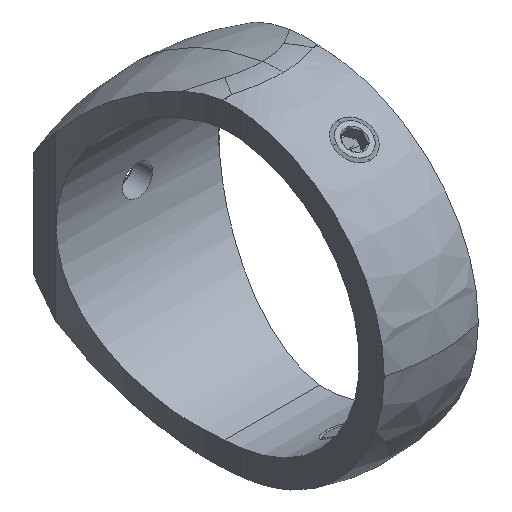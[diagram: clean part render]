
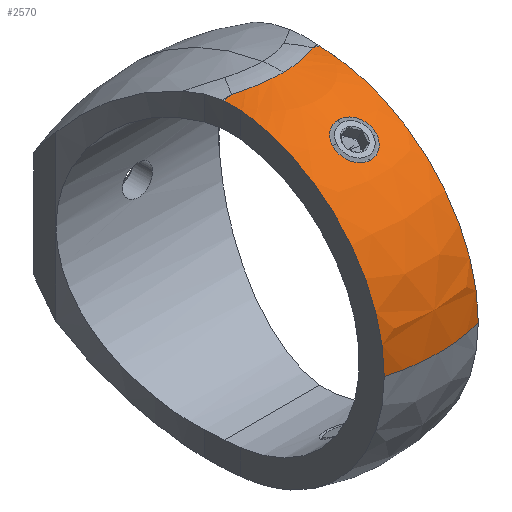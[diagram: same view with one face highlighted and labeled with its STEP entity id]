
A CAD part, isometric view. The second image highlights one B-rep face of the part: STEP entity #2570.
In plain terms, the highlighted spherical face has radius 26.5 mm.
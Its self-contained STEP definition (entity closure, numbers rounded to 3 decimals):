
#23 = DIRECTION ( 'NONE',  ( 0., 0., -1. ) ) ;
#27 = DIRECTION ( 'NONE',  ( 0., 0.5, -0.866 ) ) ;
#38 = VERTEX_POINT ( 'NONE', #2189 ) ;
#75 = CARTESIAN_POINT ( 'NONE',  ( -6.435, 0., 25.707 ) ) ;
#96 = ORIENTED_EDGE ( 'NONE', *, *, #1533, .T. ) ;
#128 = DIRECTION ( 'NONE',  ( 0., -1., 0. ) ) ;
#141 = EDGE_CURVE ( 'NONE', #696, #331, #1371, .T. ) ;
#163 = CARTESIAN_POINT ( 'NONE',  ( -7.5, -2.463, 25.297 ) ) ;
#173 = SPHERICAL_SURFACE ( 'NONE', #2155, 26.5 ) ;
#186 = DIRECTION ( 'NONE',  ( 0., 0.927, -0.376 ) ) ;
#203 = DIRECTION ( 'NONE',  ( 0., 0.5, -0.866 ) ) ;
#204 = CARTESIAN_POINT ( 'NONE',  ( 7.5, -25.417, 0. ) ) ;
#253 = CARTESIAN_POINT ( 'NONE',  ( -7.5, -25.417, 0. ) ) ;
#260 = CARTESIAN_POINT ( 'NONE',  ( 0., 0., 0. ) ) ;
#280 = EDGE_CURVE ( 'NONE', #571, #1492, #1842, .T. ) ;
#312 = CARTESIAN_POINT ( 'NONE',  ( 0., -26.5, 0. ) ) ;
#314 = ORIENTED_EDGE ( 'NONE', *, *, #794, .T. ) ;
#331 = VERTEX_POINT ( 'NONE', #75 ) ;
#352 = DIRECTION ( 'NONE',  ( 1., 0., 0. ) ) ;
#371 = ORIENTED_EDGE ( 'NONE', *, *, #1936, .T. ) ;
#429 = CIRCLE ( 'NONE', #1004, 11.617 ) ;
#432 = ORIENTED_EDGE ( 'NONE', *, *, #1819, .T. ) ;
#474 = CIRCLE ( 'NONE', #2885, 26.5 ) ;
#537 = AXIS2_PLACEMENT_3D ( 'NONE', #682, #27, #1151 ) ;
#571 = VERTEX_POINT ( 'NONE', #2026 ) ;
#587 = DIRECTION ( 'NONE',  ( 1., 0., 0. ) ) ;
#607 = DIRECTION ( 'NONE',  ( -1., 0., 0. ) ) ;
#682 = CARTESIAN_POINT ( 'NONE',  ( 0., -13.165, 22.803 ) ) ;
#685 = DIRECTION ( 'NONE',  ( 0., 0.927, -0.376 ) ) ;
#696 = VERTEX_POINT ( 'NONE', #1039 ) ;
#701 = ORIENTED_EDGE ( 'NONE', *, *, #141, .T. ) ;
#735 = AXIS2_PLACEMENT_3D ( 'NONE', #844, #2840, #1940 ) ;
#748 = VERTEX_POINT ( 'NONE', #312 ) ;
#794 = EDGE_CURVE ( 'NONE', #748, #1612, #474, .T. ) ;
#800 = CARTESIAN_POINT ( 'NONE',  ( 7.534, -0.821, 25.407 ) ) ;
#808 = CARTESIAN_POINT ( 'NONE',  ( 0., 0., 0. ) ) ;
#813 = AXIS2_PLACEMENT_3D ( 'NONE', #2622, #2604, #128 ) ;
#823 = CARTESIAN_POINT ( 'NONE',  ( 7.601, 0., 25.386 ) ) ;
#844 = CARTESIAN_POINT ( 'NONE',  ( 0., 0., 0. ) ) ;
#898 = EDGE_CURVE ( 'NONE', #38, #696, #429, .T. ) ;
#930 = DIRECTION ( 'NONE',  ( -1., 0., 0. ) ) ;
#938 = AXIS2_PLACEMENT_3D ( 'NONE', #808, #2623, #607 ) ;
#953 = CARTESIAN_POINT ( 'NONE',  ( 7.5, -2.463, 25.297 ) ) ;
#956 = VERTEX_POINT ( 'NONE', #253 ) ;
#982 = VERTEX_POINT ( 'NONE', #953 ) ;
#987 = CIRCLE ( 'NONE', #938, 26.5 ) ;
#996 = CARTESIAN_POINT ( 'NONE',  ( -7.601, 0., 25.386 ) ) ;
#1004 = AXIS2_PLACEMENT_3D ( 'NONE', #2706, #1137, #685 ) ;
#1030 = CARTESIAN_POINT ( 'NONE',  ( -7.5, 0., 0. ) ) ;
#1039 = CARTESIAN_POINT ( 'NONE',  ( 0., -1.802, 26.439 ) ) ;
#1055 = ORIENTED_EDGE ( 'NONE', *, *, #2662, .F. ) ;
#1082 = CARTESIAN_POINT ( 'NONE',  ( 0., -10.576, 24.298 ) ) ;
#1113 = VERTEX_POINT ( 'NONE', #1082 ) ;
#1137 = DIRECTION ( 'NONE',  ( 0., -0.376, -0.927 ) ) ;
#1151 = DIRECTION ( 'NONE',  ( 0., 0.866, 0.5 ) ) ;
#1168 = ORIENTED_EDGE ( 'NONE', *, *, #280, .T. ) ;
#1177 = VERTEX_POINT ( 'NONE', #2086 ) ;
#1199 = CARTESIAN_POINT ( 'NONE',  ( 0., 0., 0. ) ) ;
#1268 = DIRECTION ( 'NONE',  ( 1., 0., 0. ) ) ;
#1371 = CIRCLE ( 'NONE', #2035, 11.617 ) ;
#1375 = VERTEX_POINT ( 'NONE', #823 ) ;
#1436 = CIRCLE ( 'NONE', #1864, 25.417 ) ;
#1453 = ORIENTED_EDGE ( 'NONE', *, *, #2908, .T. ) ;
#1462 = DIRECTION ( 'NONE',  ( 0., 0., 1. ) ) ;
#1487 = CARTESIAN_POINT ( 'NONE',  ( 7.5, -1.642, 25.377 ) ) ;
#1492 = VERTEX_POINT ( 'NONE', #163 ) ;
#1504 = CARTESIAN_POINT ( 'NONE',  ( 0., 8.961, 22.068 ) ) ;
#1533 = EDGE_CURVE ( 'NONE', #1113, #1177, #1617, .T. ) ;
#1585 = ORIENTED_EDGE ( 'NONE', *, *, #2832, .F. ) ;
#1612 = VERTEX_POINT ( 'NONE', #204 ) ;
#1617 = CIRCLE ( 'NONE', #537, 2.99 ) ;
#1637 = CARTESIAN_POINT ( 'NONE',  ( -7.534, -0.821, 25.407 ) ) ;
#1645 = EDGE_LOOP ( 'NONE', ( #2842, #96 ) ) ;
#1705 = CARTESIAN_POINT ( 'NONE',  ( 0., 0., 0. ) ) ;
#1712 = CARTESIAN_POINT ( 'NONE',  ( 7.601, 0., 25.386 ) ) ;
#1722 = DIRECTION ( 'NONE',  ( 0., 0.866, 0.5 ) ) ;
#1819 = EDGE_CURVE ( 'NONE', #1612, #982, #2095, .T. ) ;
#1842 = B_SPLINE_CURVE_WITH_KNOTS ( 'NONE', 3,
 ( #996, #1637, #2312, #2099 ),
 .UNSPECIFIED., .F., .F.,
 ( 4, 4 ),
 ( 0., 0.002 ),
 .UNSPECIFIED. ) ;
#1864 = AXIS2_PLACEMENT_3D ( 'NONE', #1030, #1268, #2409 ) ;
#1936 = EDGE_CURVE ( 'NONE', #982, #1375, #2549, .T. ) ;
#1940 = DIRECTION ( 'NONE',  ( -1., 0., 0. ) ) ;
#1970 = CIRCLE ( 'NONE', #2777, 2.99 ) ;
#2002 = CIRCLE ( 'NONE', #735, 26.5 ) ;
#2026 = CARTESIAN_POINT ( 'NONE',  ( -7.601, 0., 25.386 ) ) ;
#2035 = AXIS2_PLACEMENT_3D ( 'NONE', #1504, #2411, #186 ) ;
#2086 = CARTESIAN_POINT ( 'NONE',  ( 0., -15.755, 21.308 ) ) ;
#2092 = EDGE_CURVE ( 'NONE', #1177, #1113, #1970, .T. ) ;
#2095 = CIRCLE ( 'NONE', #813, 25.417 ) ;
#2099 = CARTESIAN_POINT ( 'NONE',  ( -7.5, -2.463, 25.297 ) ) ;
#2111 = EDGE_CURVE ( 'NONE', #38, #1375, #987, .T. ) ;
#2155 = AXIS2_PLACEMENT_3D ( 'NONE', #1705, #2603, #587 ) ;
#2185 = CARTESIAN_POINT ( 'NONE',  ( 7.5, -2.463, 25.297 ) ) ;
#2189 = CARTESIAN_POINT ( 'NONE',  ( 6.435, 0., 25.707 ) ) ;
#2202 = ORIENTED_EDGE ( 'NONE', *, *, #898, .T. ) ;
#2224 = CARTESIAN_POINT ( 'NONE',  ( 0., -13.165, 22.803 ) ) ;
#2312 = CARTESIAN_POINT ( 'NONE',  ( -7.5, -1.642, 25.377 ) ) ;
#2390 = CIRCLE ( 'NONE', #2781, 26.5 ) ;
#2397 = FACE_BOUND ( 'NONE', #1645, .T. ) ;
#2409 = DIRECTION ( 'NONE',  ( 0., 1., 0. ) ) ;
#2411 = DIRECTION ( 'NONE',  ( 0., -0.376, -0.927 ) ) ;
#2443 = ORIENTED_EDGE ( 'NONE', *, *, #2111, .F. ) ;
#2455 = EDGE_LOOP ( 'NONE', ( #1055, #314, #432, #371, #2443, #2202, #701, #1585, #1168, #1453 ) ) ;
#2549 = B_SPLINE_CURVE_WITH_KNOTS ( 'NONE', 3,
 ( #2185, #1487, #800, #1712 ),
 .UNSPECIFIED., .F., .F.,
 ( 4, 4 ),
 ( 0., 0.002 ),
 .UNSPECIFIED. ) ;
#2570 = ADVANCED_FACE ( 'NONE', ( #2621, #2397 ), #173, .T. ) ;
#2603 = DIRECTION ( 'NONE',  ( 0., 0., -1. ) ) ;
#2604 = DIRECTION ( 'NONE',  ( -1., 0., 0. ) ) ;
#2621 = FACE_OUTER_BOUND ( 'NONE', #2455, .T. ) ;
#2622 = CARTESIAN_POINT ( 'NONE',  ( 7.5, 0., 0. ) ) ;
#2623 = DIRECTION ( 'NONE',  ( 0., 1., 0. ) ) ;
#2662 = EDGE_CURVE ( 'NONE', #748, #956, #2390, .T. ) ;
#2706 = CARTESIAN_POINT ( 'NONE',  ( 0., 8.961, 22.068 ) ) ;
#2777 = AXIS2_PLACEMENT_3D ( 'NONE', #2224, #203, #1722 ) ;
#2781 = AXIS2_PLACEMENT_3D ( 'NONE', #260, #23, #930 ) ;
#2832 = EDGE_CURVE ( 'NONE', #571, #331, #2002, .T. ) ;
#2840 = DIRECTION ( 'NONE',  ( 0., 1., 0. ) ) ;
#2842 = ORIENTED_EDGE ( 'NONE', *, *, #2092, .T. ) ;
#2885 = AXIS2_PLACEMENT_3D ( 'NONE', #1199, #1462, #352 ) ;
#2908 = EDGE_CURVE ( 'NONE', #1492, #956, #1436, .T. ) ;
